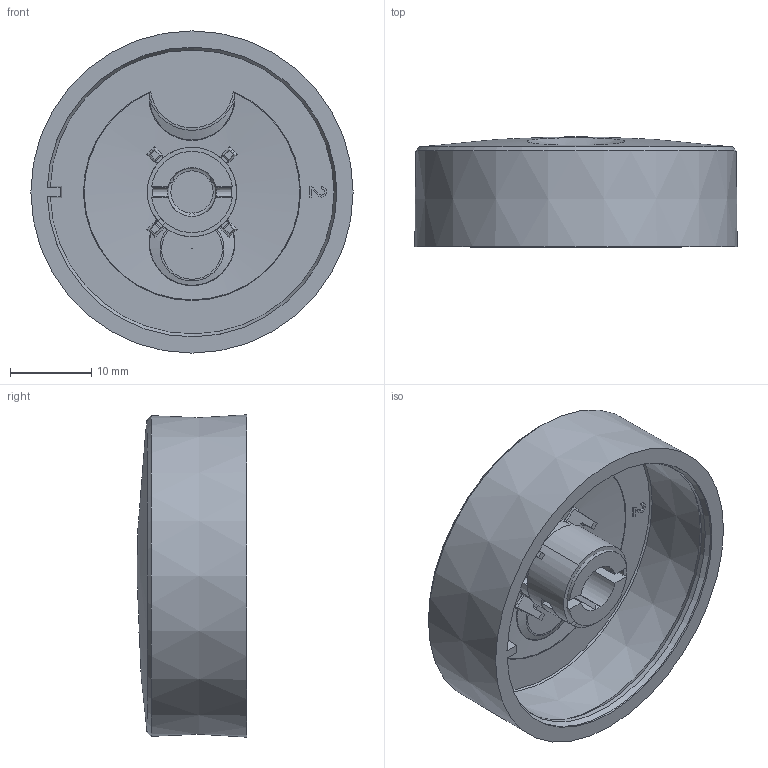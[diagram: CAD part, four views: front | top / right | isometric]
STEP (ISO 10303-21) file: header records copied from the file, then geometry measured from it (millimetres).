
FILE_DESCRIPTION(/* description */ (''),/* implementation_level */ '2;1');
FILE_NAME(/* name */ 'CL71670 K18 6mm SPL.stp',/* time_stamp */ '2021-11-03T11:07:30+00:00',/* author */ ('tottley'),/* organization */ (''),/* preprocessor_version */ 'ST-DEVELOPER v18.1',/* originating_system */ 'Autodesk Inventor 2022',/* authorisation */ '');
FILE_SCHEMA (('AUTOMOTIVE_DESIGN { 1 0 10303 214 3 1 1 }'));
Length unit declared in the file: millimetre
Products named in the file (3): CL71650 Assembly; DPJ416-01 Knob Modified Rev3; 03.06.0001
Assembly tree (2 placements, depth 2):
  CL71650 Assembly
    DPJ416-01 Knob Modified Rev3
    03.06.0001
Bounding box: 39.6 x 13.5 x 39.6 mm (x, y, z)
Volume: 5698.7 mm3; surface area: 6130.4 mm2
Topology: 2 solids, 2 shells, 168 faces, 433 edges, 275 vertices
Faces by surface type: plane 60, torus 33, bspline 29, sphere 20, cylinder 14, cone 12
Entity records: 6122 total; most frequent: CARTESIAN_POINT 2147, ORIENTED_EDGE 862, DIRECTION 743, EDGE_CURVE 431, AXIS2_PLACEMENT_3D 304, VERTEX_POINT 275, EDGE_LOOP 176, ADVANCED_FACE 168
